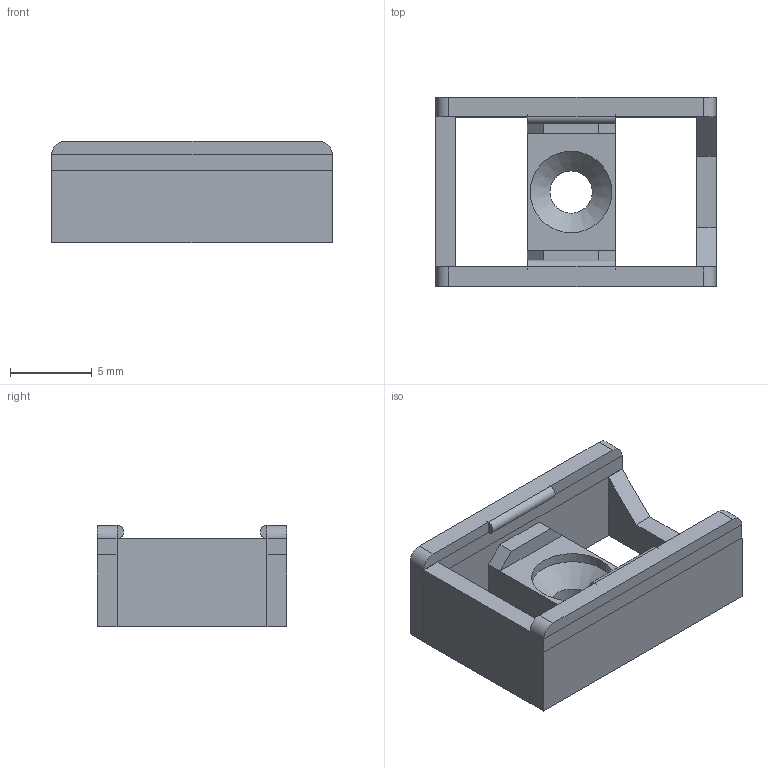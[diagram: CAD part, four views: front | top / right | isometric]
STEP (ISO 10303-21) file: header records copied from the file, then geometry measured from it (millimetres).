
FILE_DESCRIPTION(/* description */ (''),/* implementation_level */ '2;1');
FILE_NAME(/* name */ '1xWS2811-Clip_12V v1.step',/* time_stamp */ '2023-12-31T13:51:46+01:00',/* author */ (''),/* organization */ (''),/* preprocessor_version */ 'ST-DEVELOPER v20',/* originating_system */ 'Autodesk Translation Framework v12.14.0.127',/* authorisation */ '');
FILE_SCHEMA (('AUTOMOTIVE_DESIGN { 1 0 10303 214 3 1 1 }'));
Length unit declared in the file: millimetre
Products named in the file (1): 3xWS2811-Clip_12V
Bounding box: 17.2 x 11.6 x 6.2 mm (x, y, z)
Volume: 474.9 mm3; surface area: 1190.5 mm2
Topology: 13 solids, 13 shells, 77 faces, 151 edges, 100 vertices
Faces by surface type: plane 68, cylinder 8, cone 1
Full cylindrical faces by diameter (mm): 0.8 x2, 2.6 x1, 5 x1
Entity records: 1970 total; most frequent: CARTESIAN_POINT 329, DIRECTION 323, ORIENTED_EDGE 302, EDGE_CURVE 151, LINE 135, VECTOR 135, VERTEX_POINT 100, AXIS2_PLACEMENT_3D 94
